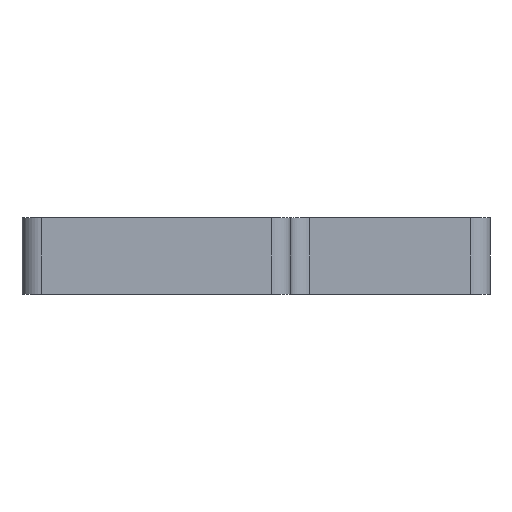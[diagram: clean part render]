
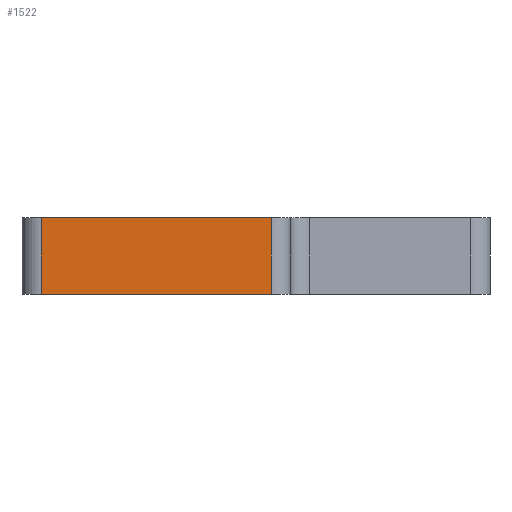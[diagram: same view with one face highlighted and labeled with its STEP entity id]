
A CAD part, left-side view. The second image highlights one B-rep face of the part: STEP entity #1522.
In plain terms, the highlighted planar face has unit normal (-1, 0, 0).
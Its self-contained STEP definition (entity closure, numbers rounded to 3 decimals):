
#98=PLANE('',#1673);
#142=FACE_OUTER_BOUND('',#263,.T.);
#263=EDGE_LOOP('',(#1130,#1131,#1132,#1133));
#394=LINE('',#2341,#487);
#402=LINE('',#2371,#495);
#419=LINE('',#2476,#512);
#421=LINE('',#2479,#514);
#487=VECTOR('',#1832,10.);
#495=VECTOR('',#1856,10.);
#512=VECTOR('',#1965,10.);
#514=VECTOR('',#1969,10.);
#693=VERTEX_POINT('',#2334);
#696=VERTEX_POINT('',#2339);
#710=VERTEX_POINT('',#2369);
#752=VERTEX_POINT('',#2474);
#834=EDGE_CURVE('',#696,#693,#394,.T.);
#849=EDGE_CURVE('',#696,#710,#402,.T.);
#901=EDGE_CURVE('',#752,#710,#419,.T.);
#903=EDGE_CURVE('',#693,#752,#421,.T.);
#1130=ORIENTED_EDGE('',*,*,#834,.F.);
#1131=ORIENTED_EDGE('',*,*,#849,.T.);
#1132=ORIENTED_EDGE('',*,*,#901,.F.);
#1133=ORIENTED_EDGE('',*,*,#903,.F.);
#1522=ADVANCED_FACE('',(#142),#98,.T.);
#1673=AXIS2_PLACEMENT_3D('',#2478,#1967,#1968);
#1832=DIRECTION('',(0.,0.,-1.));
#1856=DIRECTION('',(0.,1.,0.));
#1965=DIRECTION('',(0.,0.,1.));
#1967=DIRECTION('center_axis',(-1.,0.,0.));
#1968=DIRECTION('ref_axis',(0.,1.,0.));
#1969=DIRECTION('',(0.,1.,0.));
#2334=CARTESIAN_POINT('',(-52.5,-30.,-20.));
#2339=CARTESIAN_POINT('',(-52.5,-30.,0.));
#2341=CARTESIAN_POINT('',(-52.5,-30.,0.));
#2369=CARTESIAN_POINT('',(-52.5,30.,0.));
#2371=CARTESIAN_POINT('',(-52.5,-35.,0.));
#2474=CARTESIAN_POINT('',(-52.5,30.,-20.));
#2476=CARTESIAN_POINT('',(-52.5,30.,0.));
#2478=CARTESIAN_POINT('Origin',(-52.5,-35.,0.));
#2479=CARTESIAN_POINT('',(-52.5,-35.,-20.));
